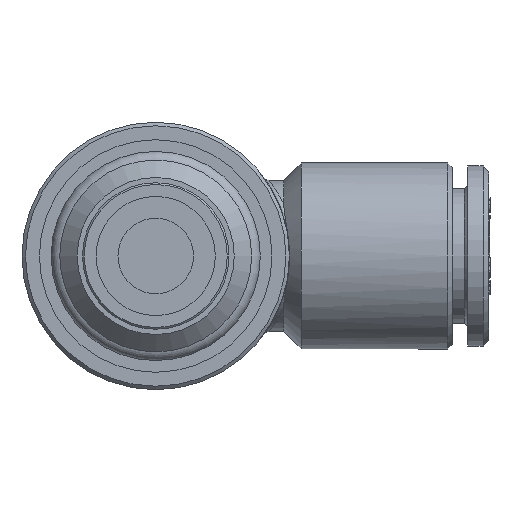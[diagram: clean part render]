
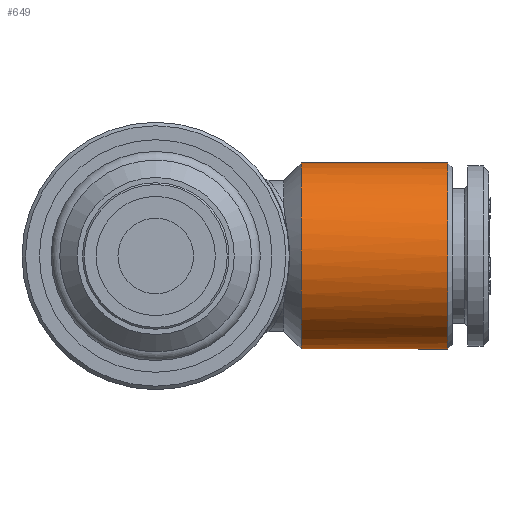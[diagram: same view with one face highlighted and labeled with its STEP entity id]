
A CAD part, front view. The second image highlights one B-rep face of the part: STEP entity #649.
In plain terms, the highlighted cylindrical face has radius 8 mm (diameter 16 mm), a full revolution.
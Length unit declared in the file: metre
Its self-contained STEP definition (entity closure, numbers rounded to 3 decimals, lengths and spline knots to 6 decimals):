
#649 = ADVANCED_FACE( 'NONE', ( #1343, #1344 ), #1345, .T. );
#1343 = FACE_OUTER_BOUND( '', #3583, .T. );
#1344 = FACE_OUTER_BOUND( '', #3584, .T. );
#1345 = CYLINDRICAL_SURFACE( '', #3585, 0.008 );
#3583 = EDGE_LOOP( '', ( #5265 ) );
#3584 = EDGE_LOOP( '', ( #5266 ) );
#3585 = AXIS2_PLACEMENT_3D( '', #5267, #5268, #5269 );
#5265 = ORIENTED_EDGE( '', *, *, #5702, .T. );
#5266 = ORIENTED_EDGE( '', *, *, #5771, .F. );
#5267 = CARTESIAN_POINT( '', ( -0.005577, 0.0203, 0. ) );
#5268 = DIRECTION( '', ( -1., 0., 0. ) );
#5269 = DIRECTION( '', ( 0., 0., 1. ) );
#5702 = EDGE_CURVE( 'NONE', #6580, #6580, #6581, .T. );
#5771 = EDGE_CURVE( 'NONE', #6671, #6671, #6672, .T. );
#6580 = VERTEX_POINT( '', #9114 );
#6581 = CIRCLE( '', #9115, 0.008 );
#6671 = VERTEX_POINT( '', #9295 );
#6672 = CIRCLE( '', #9296, 0.008 );
#9114 = CARTESIAN_POINT( '', ( 0.0251, 0.0203, 0.008 ) );
#9115 = AXIS2_PLACEMENT_3D( '', #10199, #10200, #10201 );
#9295 = CARTESIAN_POINT( '', ( 0.0125, 0.0203, 0.008 ) );
#9296 = AXIS2_PLACEMENT_3D( '', #10252, #10253, #10254 );
#10199 = CARTESIAN_POINT( '', ( 0.0251, 0.0203, 0. ) );
#10200 = DIRECTION( '', ( -1., 0., 0. ) );
#10201 = DIRECTION( '', ( 0., 0., 1. ) );
#10252 = CARTESIAN_POINT( '', ( 0.0125, 0.0203, 0. ) );
#10253 = DIRECTION( '', ( -1., 0., 0. ) );
#10254 = DIRECTION( '', ( 0., 0., 1. ) );
